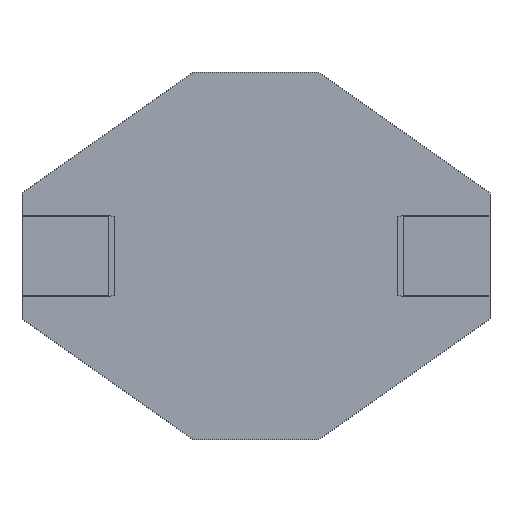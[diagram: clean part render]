
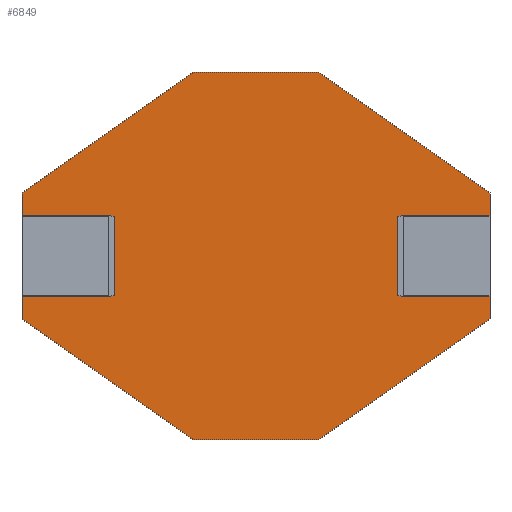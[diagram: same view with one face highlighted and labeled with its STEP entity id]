
A CAD part, front view. The second image highlights one B-rep face of the part: STEP entity #6849.
In plain terms, the highlighted planar face has unit normal (0, -1, 0).
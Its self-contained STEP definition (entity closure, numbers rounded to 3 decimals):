
#1=DIRECTION('',(0.,0.,1.));
#2=VECTOR('',#1,2.2);
#3=CARTESIAN_POINT('',(3.94,0.,-1.1));
#4=LINE('',#3,#2);
#5=DIRECTION('',(-0.992,0.,0.124));
#6=VECTOR('',#5,0.161);
#7=CARTESIAN_POINT('',(4.1,0.,-1.12));
#8=LINE('',#7,#6);
#9=DIRECTION('',(-1.,0.,0.));
#10=VECTOR('',#9,2.4);
#11=CARTESIAN_POINT('',(6.5,0.,-1.12));
#12=LINE('',#11,#10);
#13=DIRECTION('',(0.,0.,-1.));
#14=VECTOR('',#13,0.63);
#15=CARTESIAN_POINT('',(6.5,0.,-1.12));
#16=LINE('',#15,#14);
#17=DIRECTION('',(-0.817,0.,-0.576));
#18=VECTOR('',#17,5.812);
#19=CARTESIAN_POINT('',(6.5,0.,-1.75));
#20=LINE('',#19,#18);
#21=DIRECTION('',(-1.,0.,0.));
#22=VECTOR('',#21,3.5);
#23=CARTESIAN_POINT('',(1.75,0.,-5.1));
#24=LINE('',#23,#22);
#25=DIRECTION('',(-0.817,0.,0.576));
#26=VECTOR('',#25,5.812);
#27=CARTESIAN_POINT('',(-1.75,0.,-5.1));
#28=LINE('',#27,#26);
#29=DIRECTION('',(0.,0.,1.));
#30=VECTOR('',#29,0.63);
#31=CARTESIAN_POINT('',(-6.5,0.,-1.75));
#32=LINE('',#31,#30);
#33=DIRECTION('',(1.,0.,0.));
#34=VECTOR('',#33,2.4);
#35=CARTESIAN_POINT('',(-6.5,0.,-1.12));
#36=LINE('',#35,#34);
#37=DIRECTION('',(-0.992,0.,-0.124));
#38=VECTOR('',#37,0.161);
#39=CARTESIAN_POINT('',(-3.94,0.,-1.1));
#40=LINE('',#39,#38);
#41=DIRECTION('',(0.,0.,-1.));
#42=VECTOR('',#41,2.2);
#43=CARTESIAN_POINT('',(-3.94,0.,1.1));
#44=LINE('',#43,#42);
#45=DIRECTION('',(0.992,0.,-0.124));
#46=VECTOR('',#45,0.161);
#47=CARTESIAN_POINT('',(-4.1,0.,1.12));
#48=LINE('',#47,#46);
#49=DIRECTION('',(1.,0.,0.));
#50=VECTOR('',#49,2.4);
#51=CARTESIAN_POINT('',(-6.5,0.,1.12));
#52=LINE('',#51,#50);
#53=DIRECTION('',(0.,0.,1.));
#54=VECTOR('',#53,0.63);
#55=CARTESIAN_POINT('',(-6.5,0.,1.12));
#56=LINE('',#55,#54);
#57=DIRECTION('',(0.817,0.,0.576));
#58=VECTOR('',#57,5.812);
#59=CARTESIAN_POINT('',(-6.5,0.,1.75));
#60=LINE('',#59,#58);
#61=DIRECTION('',(1.,0.,0.));
#62=VECTOR('',#61,3.5);
#63=CARTESIAN_POINT('',(-1.75,0.,5.1));
#64=LINE('',#63,#62);
#65=DIRECTION('',(0.817,0.,-0.576));
#66=VECTOR('',#65,5.812);
#67=CARTESIAN_POINT('',(1.75,0.,5.1));
#68=LINE('',#67,#66);
#69=DIRECTION('',(0.,0.,-1.));
#70=VECTOR('',#69,0.63);
#71=CARTESIAN_POINT('',(6.5,0.,1.75));
#72=LINE('',#71,#70);
#73=DIRECTION('',(-1.,0.,0.));
#74=VECTOR('',#73,2.4);
#75=CARTESIAN_POINT('',(6.5,0.,1.12));
#76=LINE('',#75,#74);
#77=DIRECTION('',(0.992,0.,0.124));
#78=VECTOR('',#77,0.161);
#79=CARTESIAN_POINT('',(3.94,0.,1.1));
#80=LINE('',#79,#78);
#6646=CARTESIAN_POINT('',(-1.75,0.,-5.1));
#6647=CARTESIAN_POINT('',(-6.5,0.,-1.75));
#6648=VERTEX_POINT('',#6646);
#6649=VERTEX_POINT('',#6647);
#6650=CARTESIAN_POINT('',(-6.5,0.,1.75));
#6651=CARTESIAN_POINT('',(-1.75,0.,5.1));
#6652=VERTEX_POINT('',#6650);
#6653=VERTEX_POINT('',#6651);
#6654=CARTESIAN_POINT('',(1.75,0.,5.1));
#6655=VERTEX_POINT('',#6654);
#6656=CARTESIAN_POINT('',(6.5,0.,1.75));
#6657=VERTEX_POINT('',#6656);
#6658=CARTESIAN_POINT('',(6.5,0.,-1.75));
#6659=CARTESIAN_POINT('',(1.75,0.,-5.1));
#6660=VERTEX_POINT('',#6658);
#6661=VERTEX_POINT('',#6659);
#6704=CARTESIAN_POINT('',(3.94,0.,-1.1));
#6705=CARTESIAN_POINT('',(3.94,0.,1.1));
#6706=VERTEX_POINT('',#6704);
#6707=VERTEX_POINT('',#6705);
#6730=CARTESIAN_POINT('',(6.5,0.,-1.12));
#6731=CARTESIAN_POINT('',(4.1,0.,-1.12));
#6732=VERTEX_POINT('',#6730);
#6733=VERTEX_POINT('',#6731);
#6734=CARTESIAN_POINT('',(4.1,0.,1.12));
#6735=VERTEX_POINT('',#6734);
#6736=CARTESIAN_POINT('',(6.5,0.,1.12));
#6737=VERTEX_POINT('',#6736);
#6746=CARTESIAN_POINT('',(-6.5,0.,1.12));
#6747=CARTESIAN_POINT('',(-4.1,0.,1.12));
#6748=VERTEX_POINT('',#6746);
#6749=VERTEX_POINT('',#6747);
#6750=CARTESIAN_POINT('',(-3.94,0.,1.1));
#6751=VERTEX_POINT('',#6750);
#6752=CARTESIAN_POINT('',(-3.94,0.,-1.1));
#6753=VERTEX_POINT('',#6752);
#6754=CARTESIAN_POINT('',(-4.1,0.,-1.12));
#6755=VERTEX_POINT('',#6754);
#6756=CARTESIAN_POINT('',(-6.5,0.,-1.12));
#6757=VERTEX_POINT('',#6756);
#6802=CARTESIAN_POINT('',(0.,0.,0.));
#6803=DIRECTION('',(0.,1.,0.));
#6804=DIRECTION('',(1.,0.,0.));
#6805=AXIS2_PLACEMENT_3D('',#6802,#6803,#6804);
#6806=PLANE('',#6805);
#6808=ORIENTED_EDGE('',*,*,#6807,.F.);
#6810=ORIENTED_EDGE('',*,*,#6809,.F.);
#6812=ORIENTED_EDGE('',*,*,#6811,.F.);
#6814=ORIENTED_EDGE('',*,*,#6813,.T.);
#6816=ORIENTED_EDGE('',*,*,#6815,.T.);
#6818=ORIENTED_EDGE('',*,*,#6817,.T.);
#6820=ORIENTED_EDGE('',*,*,#6819,.T.);
#6822=ORIENTED_EDGE('',*,*,#6821,.T.);
#6824=ORIENTED_EDGE('',*,*,#6823,.T.);
#6826=ORIENTED_EDGE('',*,*,#6825,.F.);
#6828=ORIENTED_EDGE('',*,*,#6827,.F.);
#6830=ORIENTED_EDGE('',*,*,#6829,.F.);
#6832=ORIENTED_EDGE('',*,*,#6831,.F.);
#6834=ORIENTED_EDGE('',*,*,#6833,.T.);
#6836=ORIENTED_EDGE('',*,*,#6835,.T.);
#6838=ORIENTED_EDGE('',*,*,#6837,.T.);
#6840=ORIENTED_EDGE('',*,*,#6839,.T.);
#6842=ORIENTED_EDGE('',*,*,#6841,.T.);
#6844=ORIENTED_EDGE('',*,*,#6843,.T.);
#6846=ORIENTED_EDGE('',*,*,#6845,.F.);
#6847=EDGE_LOOP('',(#6808,#6810,#6812,#6814,#6816,#6818,#6820,#6822,#6824,#6826,
#6828,#6830,#6832,#6834,#6836,#6838,#6840,#6842,#6844,#6846));
#6848=FACE_OUTER_BOUND('',#6847,.F.);
#6807=EDGE_CURVE('',#6706,#6707,#4,.T.);
#6809=EDGE_CURVE('',#6733,#6706,#8,.T.);
#6811=EDGE_CURVE('',#6732,#6733,#12,.T.);
#6813=EDGE_CURVE('',#6732,#6660,#16,.T.);
#6815=EDGE_CURVE('',#6660,#6661,#20,.T.);
#6817=EDGE_CURVE('',#6661,#6648,#24,.T.);
#6819=EDGE_CURVE('',#6648,#6649,#28,.T.);
#6821=EDGE_CURVE('',#6649,#6757,#32,.T.);
#6823=EDGE_CURVE('',#6757,#6755,#36,.T.);
#6825=EDGE_CURVE('',#6753,#6755,#40,.T.);
#6827=EDGE_CURVE('',#6751,#6753,#44,.T.);
#6829=EDGE_CURVE('',#6749,#6751,#48,.T.);
#6831=EDGE_CURVE('',#6748,#6749,#52,.T.);
#6833=EDGE_CURVE('',#6748,#6652,#56,.T.);
#6835=EDGE_CURVE('',#6652,#6653,#60,.T.);
#6837=EDGE_CURVE('',#6653,#6655,#64,.T.);
#6839=EDGE_CURVE('',#6655,#6657,#68,.T.);
#6841=EDGE_CURVE('',#6657,#6737,#72,.T.);
#6843=EDGE_CURVE('',#6737,#6735,#76,.T.);
#6845=EDGE_CURVE('',#6707,#6735,#80,.T.);
#6849=ADVANCED_FACE('',(#6848),#6806,.F.);
